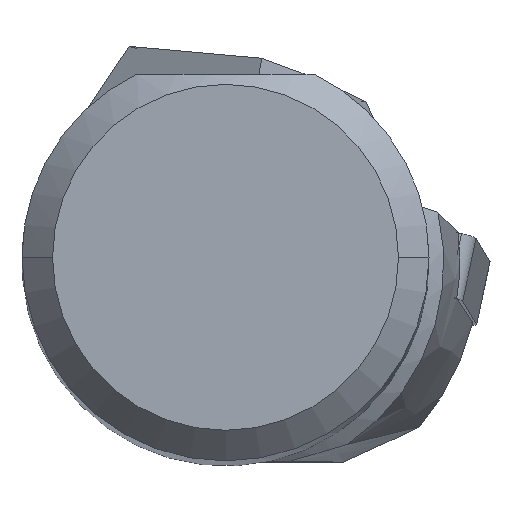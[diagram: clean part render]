
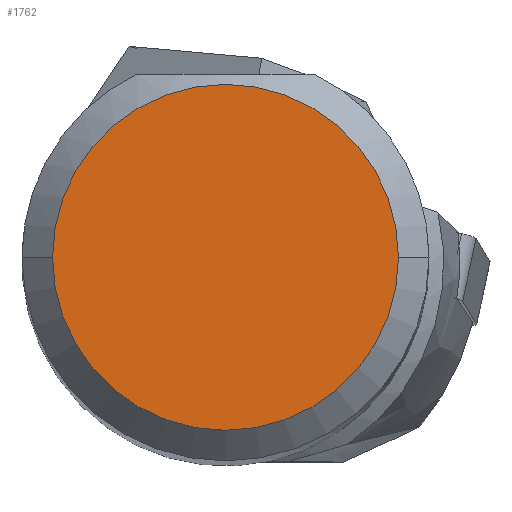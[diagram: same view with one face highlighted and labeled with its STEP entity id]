
A CAD part, top view. The second image highlights one B-rep face of the part: STEP entity #1762.
In plain terms, the highlighted planar face has unit normal (0, 0, 1).
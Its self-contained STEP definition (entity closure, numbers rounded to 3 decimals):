
#863=CARTESIAN_POINT('',(0.,0.,0.));
#864=DIRECTION('',(0.,0.,1.));
#865=DIRECTION('',(-1.,0.,0.));
#866=AXIS2_PLACEMENT_3D('',#863,#864,#865);
#871=CARTESIAN_POINT('',(0.,0.,0.));
#872=DIRECTION('',(0.,0.,-1.));
#873=DIRECTION('',(-1.,0.,0.));
#874=AXIS2_PLACEMENT_3D('',#871,#872,#873);
#880=CARTESIAN_POINT('',(-8.5,0.,0.));
#882=VERTEX_POINT('',#880);
#884=CARTESIAN_POINT('',(8.5,0.,0.));
#886=VERTEX_POINT('',#884);
#1753=CARTESIAN_POINT('',(0.,0.,0.));
#1754=DIRECTION('',(0.,0.,-1.));
#1755=DIRECTION('',(1.,0.,0.));
#1756=AXIS2_PLACEMENT_3D('',#1753,#1754,#1755);
#1757=PLANE('',#1756);
#1758=ORIENTED_EDGE('',*,*,#1739,.F.);
#1759=ORIENTED_EDGE('',*,*,#1718,.T.);
#1760=EDGE_LOOP('',(#1758,#1759));
#1761=FACE_OUTER_BOUND('',#1760,.F.);
#867=CIRCLE('',#866,8.5);
#875=CIRCLE('',#874,8.5);
#1718=EDGE_CURVE('',#882,#886,#875,.T.);
#1739=EDGE_CURVE('',#882,#886,#867,.T.);
#1762=ADVANCED_FACE('',(#1761),#1757,.F.);
